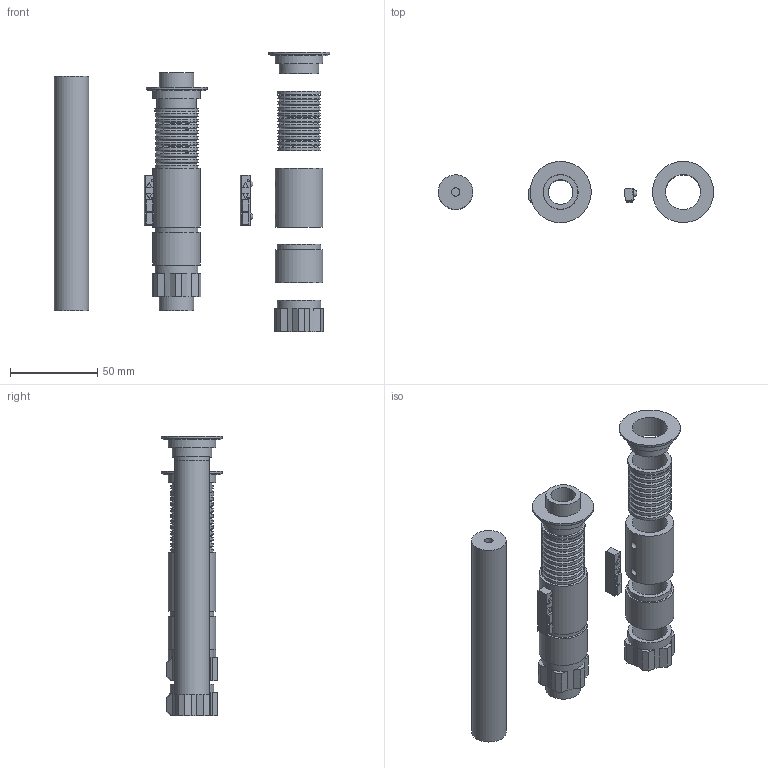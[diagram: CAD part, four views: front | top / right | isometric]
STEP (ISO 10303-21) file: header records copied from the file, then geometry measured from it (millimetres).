
FILE_DESCRIPTION(/* description */ (''),/* implementation_level */ '2;1');
FILE_NAME(/* name */ 'Light saber handle split v1.step',/* time_stamp */ '2022-09-02T16:15:40-05:00',/* author */ (''),/* organization */ (''),/* preprocessor_version */ 'ST-DEVELOPER v19',/* originating_system */ 'Autodesk Translation Framework v11.7.0.108',/* authorisation */ '');
FILE_SCHEMA (('AUTOMOTIVE_DESIGN { 1 0 10303 214 3 1 1 }'));
Length unit declared in the file: millimetre
Products named in the file (10): Light saber handle split; Hilt 1; Hilt 2; Hilt 3; Hilt 4; Hilt 5; Door Center; Tough Center; Button Module; Exploded
Assembly tree (9 placements, depth 2):
  Light saber handle split
    Hilt 1
    Hilt 2
    Hilt 3
    Hilt 4
    Hilt 5
    Door Center
    Tough Center
    Button Module
    Exploded
Bounding box: 157.32 x 34.91 x 160.03 mm (x, y, z)
Volume: 117831.8 mm3; surface area: 68471.6 mm2
Topology: 14 solids, 14 shells, 267 faces, 629 edges, 418 vertices
Faces by surface type: plane 152, cylinder 69, cone 38, sphere 8
Full cylindrical faces by diameter (mm): 4 x4, 4.7 x2, 14 x1, 19.8 x2, 20.05 x10, 22.626 x2, 24.562 x20, 25.003 x4, 25.058 x2, 27.388 x6, 32.986 x2, 35.042 x2
Entity records: 8433 total; most frequent: CARTESIAN_POINT 1633, DIRECTION 1415, ORIENTED_EDGE 1242, EDGE_CURVE 621, AXIS2_PLACEMENT_3D 524, VERTEX_POINT 418, LINE 367, VECTOR 367
